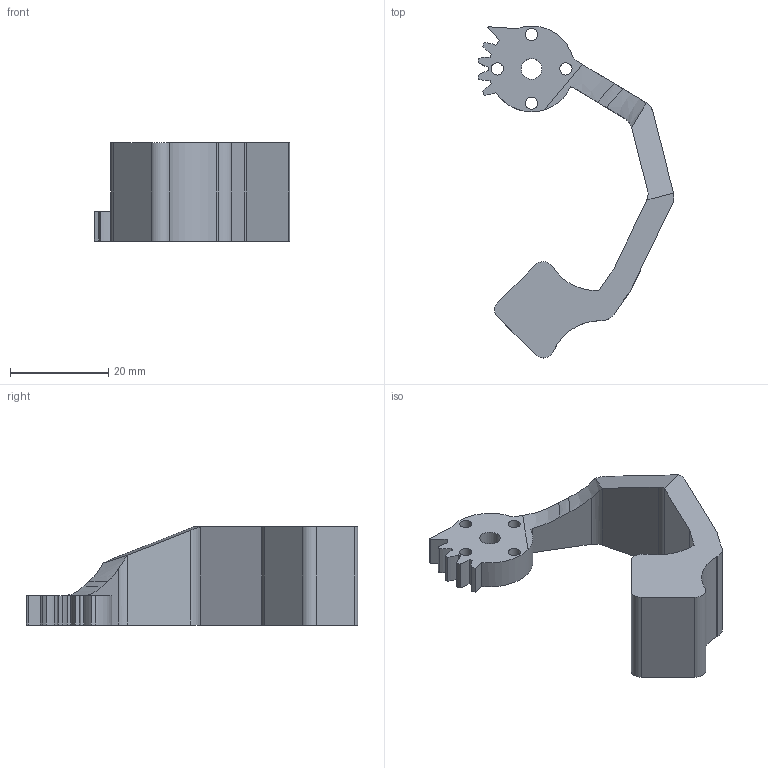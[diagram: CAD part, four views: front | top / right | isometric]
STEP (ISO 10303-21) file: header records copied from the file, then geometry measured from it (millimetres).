
FILE_DESCRIPTION(/* description */ (''),/* implementation_level */ '2;1');
FILE_NAME(/* name */ '',/* time_stamp */ '2025-03-13T19:20:07+03:00',/* author */ ('Phantom'),/* organization */ (''),/* preprocessor_version */ 'ST-DEVELOPER v20',/* originating_system */ 'Autodesk Inventor 2025',/* authorisation */ '');
FILE_SCHEMA (('AUTOMOTIVE_DESIGN { 1 0 10303 214 3 1 1 }'));
Length unit declared in the file: millimetre
Products named in the file (1): манипулятор 2
Bounding box: 39.97 x 67.71 x 20 mm (x, y, z)
Volume: 10954.9 mm3; surface area: 5257.1 mm2
Topology: 1 solids, 1 shells, 59 faces, 178 edges, 121 vertices
Faces by surface type: cylinder 37, plane 19, bspline 3
Full cylindrical faces by diameter (mm): 2.5 x4, 4.2 x1
Entity records: 2229 total; most frequent: CARTESIAN_POINT 537, ORIENTED_EDGE 356, DIRECTION 343, EDGE_CURVE 178, AXIS2_PLACEMENT_3D 130, VERTEX_POINT 121, LINE 83, VECTOR 83
